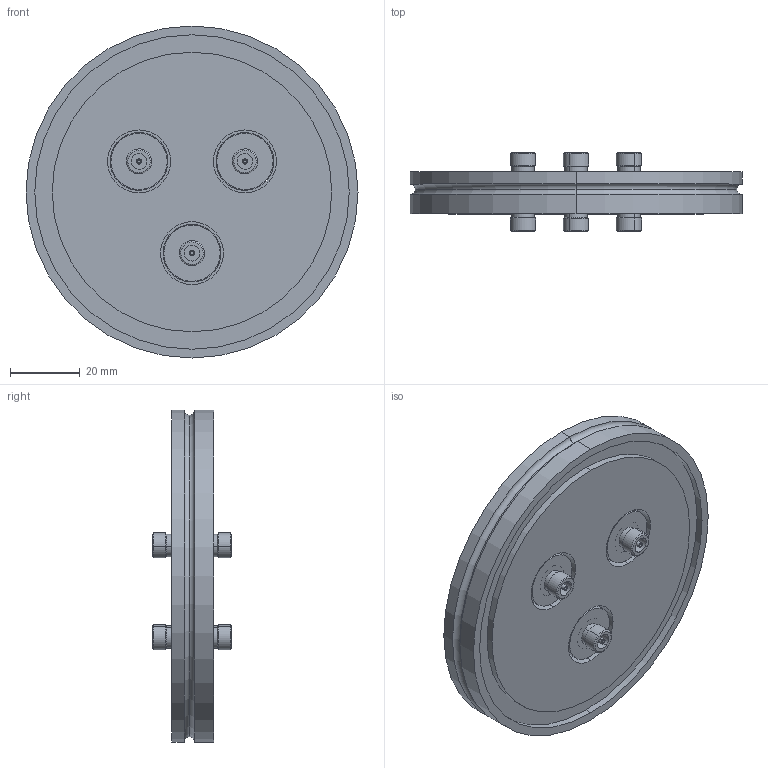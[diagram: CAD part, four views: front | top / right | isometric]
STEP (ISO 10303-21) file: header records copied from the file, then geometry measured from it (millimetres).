
FILE_DESCRIPTION (( 'STEP AP214' ), '1' );
FILE_NAME ('242-SMADF50-ISO63-3.STEP', '2021-01-20T08:07:26', ( '' ), ( '' ), 'SwSTEP 2.0', 'SolidWorks 2017', '' );
FILE_SCHEMA (( 'AUTOMOTIVE_DESIGN' ));
Length unit declared in the file: millimetre
Products named in the file (3): 242-SMADF50; 242-SMADF50-ISO63-3; 9441-ISO63-16.5-3_DN063 ISO-K
Assembly tree (4 placements, depth 2):
  242-SMADF50-ISO63-3
    9441-ISO63-16.5-3_DN063 ISO-K
    242-SMADF50  x3
Bounding box: 95 x 22.5 x 95 mm (x, y, z)
Volume: 71388.2 mm3; surface area: 27868.8 mm2
Topology: 10 solids, 10 shells, 187 faces, 378 edges, 242 vertices
Faces by surface type: cylinder 108, plane 51, cone 24, torus 4
Entity records: 3048 total; most frequent: DIRECTION 484, CARTESIAN_POINT 386, ORIENTED_EDGE 356, AXIS2_PLACEMENT_3D 212, EDGE_CURVE 178, CIRCLE 118, VERTEX_POINT 114, EDGE_LOOP 110
